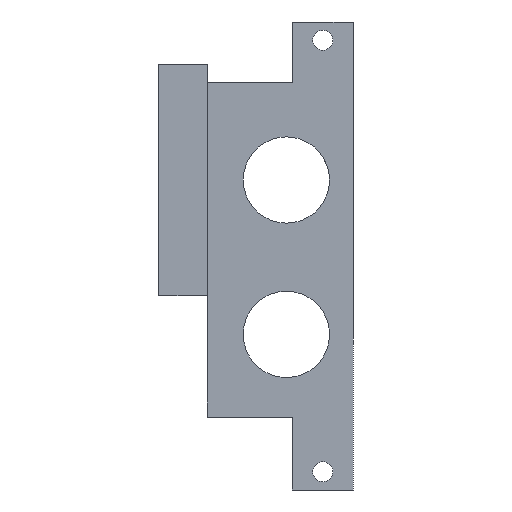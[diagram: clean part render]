
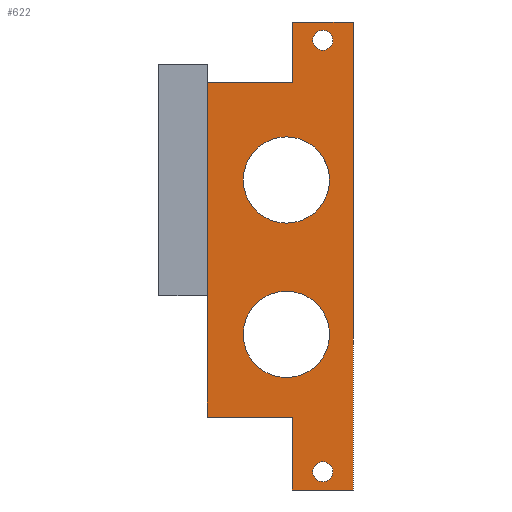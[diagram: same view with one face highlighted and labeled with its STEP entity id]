
A CAD part, front view. The second image highlights one B-rep face of the part: STEP entity #622.
In plain terms, the highlighted planar face has unit normal (0, -1, 0).
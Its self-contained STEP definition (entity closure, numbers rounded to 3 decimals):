
#28=FACE_BOUND('',#117,.T.);
#29=FACE_BOUND('',#118,.T.);
#30=FACE_BOUND('',#119,.T.);
#31=FACE_BOUND('',#120,.T.);
#49=PLANE('',#692);
#76=FACE_OUTER_BOUND('',#116,.T.);
#116=EDGE_LOOP('',(#572,#573,#574,#575,#576,#577,#578,#579,#580));
#117=EDGE_LOOP('',(#581,#582));
#118=EDGE_LOOP('',(#583,#584));
#119=EDGE_LOOP('',(#585));
#120=EDGE_LOOP('',(#586));
#126=CIRCLE('',#651,1.651);
#127=CIRCLE('',#652,1.651);
#129=CIRCLE('',#655,1.651);
#130=CIRCLE('',#656,1.651);
#140=CIRCLE('',#684,7.1);
#143=CIRCLE('',#688,7.1);
#148=LINE('',#954,#205);
#152=LINE('',#962,#209);
#155=LINE('',#969,#212);
#159=LINE('',#977,#216);
#174=LINE('',#1093,#231);
#186=LINE('',#1118,#243);
#191=LINE('',#1133,#248);
#197=LINE('',#1156,#254);
#199=LINE('',#1159,#256);
#205=VECTOR('',#729,10.);
#209=VECTOR('',#735,10.);
#212=VECTOR('',#740,10.);
#216=VECTOR('',#746,10.);
#231=VECTOR('',#779,10.);
#243=VECTOR('',#797,10.);
#248=VECTOR('',#814,10.);
#254=VECTOR('',#842,10.);
#256=VECTOR('',#846,10.);
#272=VERTEX_POINT('',#938);
#273=VERTEX_POINT('',#940);
#275=VERTEX_POINT('',#946);
#276=VERTEX_POINT('',#948);
#277=VERTEX_POINT('',#952);
#278=VERTEX_POINT('',#953);
#281=VERTEX_POINT('',#961);
#283=VERTEX_POINT('',#967);
#284=VERTEX_POINT('',#968);
#287=VERTEX_POINT('',#976);
#305=VERTEX_POINT('',#1091);
#310=VERTEX_POINT('',#1102);
#315=VERTEX_POINT('',#1116);
#322=VERTEX_POINT('',#1144);
#325=VERTEX_POINT('',#1152);
#336=EDGE_CURVE('',#273,#272,#126,.T.);
#337=EDGE_CURVE('',#272,#273,#127,.T.);
#340=EDGE_CURVE('',#276,#275,#129,.T.);
#341=EDGE_CURVE('',#275,#276,#130,.T.);
#342=EDGE_CURVE('',#277,#278,#148,.T.);
#346=EDGE_CURVE('',#281,#277,#152,.T.);
#349=EDGE_CURVE('',#283,#284,#155,.T.);
#353=EDGE_CURVE('',#284,#287,#159,.T.);
#377=EDGE_CURVE('',#305,#287,#174,.T.);
#389=EDGE_CURVE('',#315,#310,#186,.T.);
#397=EDGE_CURVE('',#310,#305,#191,.T.);
#404=EDGE_CURVE('',#322,#322,#140,.T.);
#408=EDGE_CURVE('',#325,#325,#143,.T.);
#409=EDGE_CURVE('',#278,#283,#197,.T.);
#411=EDGE_CURVE('',#281,#315,#199,.T.);
#572=ORIENTED_EDGE('',*,*,#409,.T.);
#573=ORIENTED_EDGE('',*,*,#349,.T.);
#574=ORIENTED_EDGE('',*,*,#353,.T.);
#575=ORIENTED_EDGE('',*,*,#377,.F.);
#576=ORIENTED_EDGE('',*,*,#397,.F.);
#577=ORIENTED_EDGE('',*,*,#389,.F.);
#578=ORIENTED_EDGE('',*,*,#411,.F.);
#579=ORIENTED_EDGE('',*,*,#346,.T.);
#580=ORIENTED_EDGE('',*,*,#342,.T.);
#581=ORIENTED_EDGE('',*,*,#336,.T.);
#582=ORIENTED_EDGE('',*,*,#337,.T.);
#583=ORIENTED_EDGE('',*,*,#340,.T.);
#584=ORIENTED_EDGE('',*,*,#341,.T.);
#585=ORIENTED_EDGE('',*,*,#404,.T.);
#586=ORIENTED_EDGE('',*,*,#408,.T.);
#622=ADVANCED_FACE('',(#76,#28,#29,#30,#31),#49,.F.);
#651=AXIS2_PLACEMENT_3D('',#941,#714,#715);
#652=AXIS2_PLACEMENT_3D('',#942,#716,#717);
#655=AXIS2_PLACEMENT_3D('',#949,#723,#724);
#656=AXIS2_PLACEMENT_3D('',#950,#725,#726);
#684=AXIS2_PLACEMENT_3D('',#1146,#829,#830);
#688=AXIS2_PLACEMENT_3D('',#1154,#838,#839);
#692=AXIS2_PLACEMENT_3D('',#1162,#850,#851);
#714=DIRECTION('center_axis',(0.,1.,0.));
#715=DIRECTION('ref_axis',(1.,0.,0.));
#716=DIRECTION('center_axis',(0.,1.,0.));
#717=DIRECTION('ref_axis',(1.,0.,0.));
#723=DIRECTION('center_axis',(0.,1.,0.));
#724=DIRECTION('ref_axis',(1.,0.,0.));
#725=DIRECTION('center_axis',(0.,1.,0.));
#726=DIRECTION('ref_axis',(1.,0.,0.));
#729=DIRECTION('',(1.,0.,0.));
#735=DIRECTION('',(0.,0.,-1.));
#740=DIRECTION('',(-1.,0.,0.));
#746=DIRECTION('',(0.,0.,-1.));
#779=DIRECTION('',(1.,0.,0.));
#797=DIRECTION('',(0.,0.,1.));
#814=DIRECTION('',(0.,0.,1.));
#829=DIRECTION('center_axis',(0.,1.,0.));
#830=DIRECTION('ref_axis',(1.,0.,0.));
#838=DIRECTION('center_axis',(0.,1.,0.));
#839=DIRECTION('ref_axis',(1.,0.,0.));
#842=DIRECTION('',(0.,0.,1.));
#846=DIRECTION('',(-1.,0.,0.));
#850=DIRECTION('center_axis',(0.,1.,0.));
#851=DIRECTION('ref_axis',(0.,0.,1.));
#938=CARTESIAN_POINT('',(-6.651,0.,-64.));
#940=CARTESIAN_POINT('',(-3.349,0.,-64.));
#941=CARTESIAN_POINT('Origin',(-5.,0.,-64.));
#942=CARTESIAN_POINT('Origin',(-5.,0.,-64.));
#946=CARTESIAN_POINT('',(-6.651,0.,7.));
#948=CARTESIAN_POINT('',(-3.349,0.,7.));
#949=CARTESIAN_POINT('Origin',(-5.,0.,7.));
#950=CARTESIAN_POINT('Origin',(-5.,0.,7.));
#952=CARTESIAN_POINT('',(-10.,0.,-67.));
#953=CARTESIAN_POINT('',(0.,0.,-67.));
#954=CARTESIAN_POINT('',(-10.,0.,-67.));
#961=CARTESIAN_POINT('',(-10.,0.,-55.));
#962=CARTESIAN_POINT('',(-10.,0.,-55.));
#967=CARTESIAN_POINT('',(0.,0.,10.));
#968=CARTESIAN_POINT('',(-10.,0.,10.));
#969=CARTESIAN_POINT('',(0.,0.,10.));
#976=CARTESIAN_POINT('',(-10.,0.,0.));
#977=CARTESIAN_POINT('',(-10.,0.,10.));
#1091=CARTESIAN_POINT('',(-24.,0.,0.));
#1093=CARTESIAN_POINT('',(-24.,0.,0.));
#1102=CARTESIAN_POINT('',(-24.,0.,-35.));
#1116=CARTESIAN_POINT('',(-24.,0.,-55.));
#1118=CARTESIAN_POINT('',(-24.,0.,-55.));
#1133=CARTESIAN_POINT('',(-24.,0.,-55.));
#1144=CARTESIAN_POINT('',(-18.1,0.,-41.4));
#1146=CARTESIAN_POINT('Origin',(-11.,0.,-41.4));
#1152=CARTESIAN_POINT('',(-18.1,0.,-16.));
#1154=CARTESIAN_POINT('Origin',(-11.,0.,-16.));
#1156=CARTESIAN_POINT('',(0.,0.,0.));
#1159=CARTESIAN_POINT('',(0.,0.,-55.));
#1162=CARTESIAN_POINT('Origin',(-12.,0.,-27.5));
